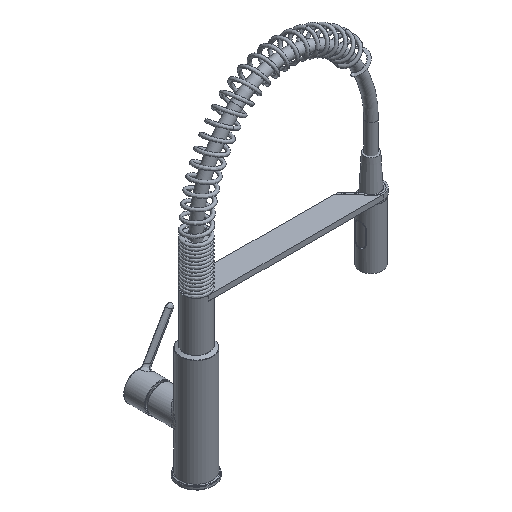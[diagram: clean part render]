
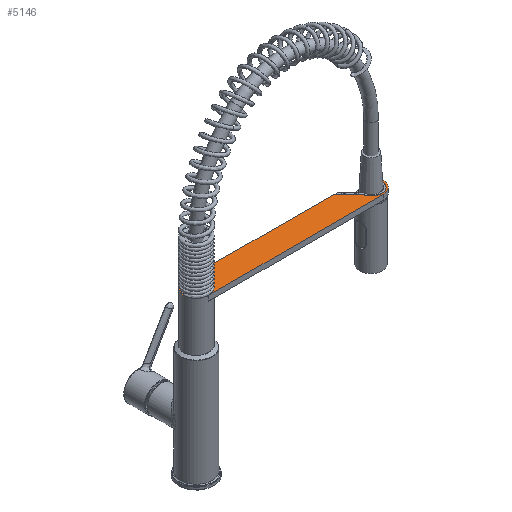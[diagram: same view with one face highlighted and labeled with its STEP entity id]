
A CAD part, isometric view. The second image highlights one B-rep face of the part: STEP entity #5146.
In plain terms, the highlighted planar face has unit normal (0, 0, 1).
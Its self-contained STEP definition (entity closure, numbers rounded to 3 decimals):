
#292=LINE('',#24948,#508);
#309=LINE('',#25001,#525);
#310=LINE('',#25006,#526);
#311=LINE('',#25010,#527);
#508=VECTOR('',#6845,1000.);
#525=VECTOR('',#6884,1000.);
#526=VECTOR('',#6887,1000.);
#527=VECTOR('',#6890,1000.);
#737=PLANE('',#5724);
#996=CIRCLE('',#5725,16.5);
#997=CIRCLE('',#5726,14.4);
#998=CIRCLE('',#5727,17.);
#2196=ORIENTED_EDGE('',*,*,#3067,.T.);
#2197=ORIENTED_EDGE('',*,*,#3068,.T.);
#2198=ORIENTED_EDGE('',*,*,#3069,.F.);
#2199=ORIENTED_EDGE('',*,*,#3070,.T.);
#2200=ORIENTED_EDGE('',*,*,#3071,.F.);
#2201=ORIENTED_EDGE('',*,*,#3043,.T.);
#2202=ORIENTED_EDGE('',*,*,#3072,.F.);
#3043=EDGE_CURVE('',#3537,#3538,#292,.T.);
#3067=EDGE_CURVE('',#3558,#3559,#309,.T.);
#3068=EDGE_CURVE('',#3559,#3560,#996,.T.);
#3069=EDGE_CURVE('',#3561,#3560,#310,.T.);
#3070=EDGE_CURVE('',#3561,#3562,#997,.T.);
#3071=EDGE_CURVE('',#3537,#3562,#311,.T.);
#3072=EDGE_CURVE('',#3558,#3538,#998,.T.);
#3537=VERTEX_POINT('',#24949);
#3538=VERTEX_POINT('',#24950);
#3558=VERTEX_POINT('',#25002);
#3559=VERTEX_POINT('',#25003);
#3560=VERTEX_POINT('',#25005);
#3561=VERTEX_POINT('',#25007);
#3562=VERTEX_POINT('',#25009);
#4088=EDGE_LOOP('',(#2196,#2197,#2198,#2199,#2200,#2201,#2202));
#4481=FACE_BOUND('',#4088,.T.);
#5146=ADVANCED_FACE('',(#4481),#737,.T.);
#5724=AXIS2_PLACEMENT_3D('',#25000,#6882,#6883);
#5725=AXIS2_PLACEMENT_3D('',#25004,#6885,#6886);
#5726=AXIS2_PLACEMENT_3D('',#25008,#6888,#6889);
#5727=AXIS2_PLACEMENT_3D('',#25011,#6891,#6892);
#6845=DIRECTION('',(-1.,0.002,0.));
#6882=DIRECTION('',(0.,0.,1.));
#6883=DIRECTION('',(0.,1.,0.));
#6884=DIRECTION('',(1.,0.002,0.));
#6885=DIRECTION('',(0.,0.,1.));
#6886=DIRECTION('',(-1.,0.,0.));
#6887=DIRECTION('',(0.174,0.985,0.));
#6888=DIRECTION('',(0.,0.,-1.));
#6889=DIRECTION('',(0.,-1.,0.));
#6890=DIRECTION('',(0.707,-0.707,0.));
#6891=DIRECTION('',(0.,0.,-1.));
#6892=DIRECTION('',(0.,-1.,0.));
#24948=CARTESIAN_POINT('',(229.492,16.5,109.214));
#24949=CARTESIAN_POINT('',(196.482,16.57,109.214));
#24950=CARTESIAN_POINT('',(-6.507,17.,109.214));
#25000=CARTESIAN_POINT('',(10.457,0.,109.214));
#25001=CARTESIAN_POINT('',(-6.507,-17.,109.214));
#25002=CARTESIAN_POINT('',(-6.507,-17.,109.214));
#25003=CARTESIAN_POINT('',(229.492,-16.5,109.214));
#25004=CARTESIAN_POINT('',(229.457,0.,109.214));
#25005=CARTESIAN_POINT('',(232.322,16.249,109.214));
#25006=CARTESIAN_POINT('',(229.457,0.,109.214));
#25007=CARTESIAN_POINT('',(231.958,14.181,109.214));
#25008=CARTESIAN_POINT('',(229.457,0.,109.214));
#25009=CARTESIAN_POINT('',(215.221,-2.169,109.214));
#25010=CARTESIAN_POINT('',(23.217,189.835,109.214));
#25011=CARTESIAN_POINT('',(-6.543,0.,109.214));
